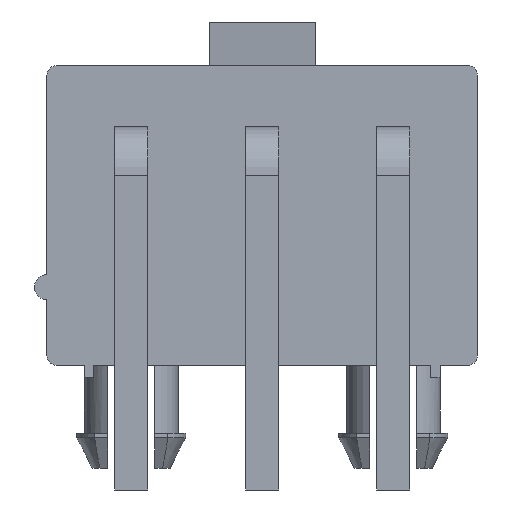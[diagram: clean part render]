
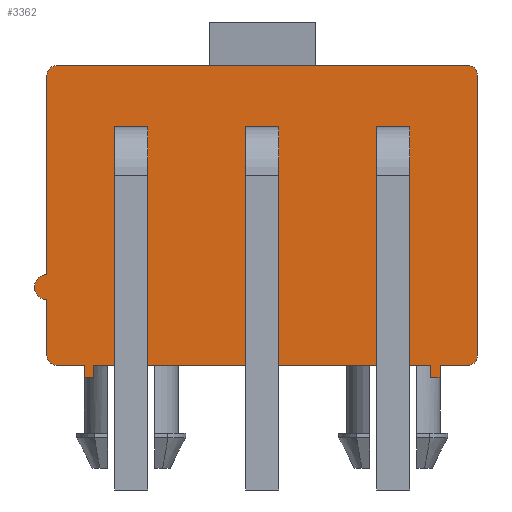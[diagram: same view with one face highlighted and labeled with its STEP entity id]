
A CAD part, front view. The second image highlights one B-rep face of the part: STEP entity #3362.
In plain terms, the highlighted planar face has unit normal (0, -1, 0).
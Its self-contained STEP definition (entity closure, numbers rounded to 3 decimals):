
#137=FACE_OUTER_BOUND('',#346,.T.);
#346=EDGE_LOOP('',(#2459,#2460,#2461,#2462,#2463,#2464,#2465,#2466,#2467,
#2468,#2469,#2470,#2471,#2472,#2473,#2474,#2475,#2476));
#503=CIRCLE('',#3538,0.3);
#504=CIRCLE('',#3541,0.3);
#531=CIRCLE('',#3619,0.3);
#532=CIRCLE('',#3620,0.4);
#533=CIRCLE('',#3621,0.3);
#604=LINE('',#4855,#1017);
#607=LINE('',#4863,#1020);
#612=LINE('',#4876,#1025);
#614=LINE('',#4879,#1027);
#620=LINE('',#4895,#1033);
#691=LINE('',#5101,#1104);
#694=LINE('',#5110,#1107);
#695=LINE('',#5114,#1108);
#696=LINE('',#5117,#1109);
#697=LINE('',#5119,#1110);
#698=LINE('',#5120,#1111);
#699=LINE('',#5122,#1112);
#700=LINE('',#5123,#1113);
#1017=VECTOR('',#3863,13.2);
#1020=VECTOR('',#3872,9.);
#1025=VECTOR('',#3883,0.9);
#1027=VECTOR('',#3885,0.9);
#1033=VECTOR('',#3895,10.8);
#1104=VECTOR('',#4110,0.4);
#1107=VECTOR('',#4119,6.4);
#1108=VECTOR('',#4122,1.8);
#1109=VECTOR('',#4125,0.4);
#1110=VECTOR('',#4126,0.3);
#1111=VECTOR('',#4127,0.4);
#1112=VECTOR('',#4128,0.3);
#1113=VECTOR('',#4129,0.4);
#1431=VERTEX_POINT('',#4852);
#1432=VERTEX_POINT('',#4854);
#1433=VERTEX_POINT('',#4858);
#1434=VERTEX_POINT('',#4862);
#1435=VERTEX_POINT('',#4866);
#1438=VERTEX_POINT('',#4873);
#1439=VERTEX_POINT('',#4875);
#1440=VERTEX_POINT('',#4878);
#1447=VERTEX_POINT('',#4892);
#1448=VERTEX_POINT('',#4894);
#1511=VERTEX_POINT('',#5099);
#1513=VERTEX_POINT('',#5107);
#1514=VERTEX_POINT('',#5109);
#1515=VERTEX_POINT('',#5111);
#1516=VERTEX_POINT('',#5113);
#1517=VERTEX_POINT('',#5116);
#1518=VERTEX_POINT('',#5118);
#1519=VERTEX_POINT('',#5121);
#1749=EDGE_CURVE('',#1432,#1431,#604,.T.);
#1751=EDGE_CURVE('',#1433,#1432,#503,.T.);
#1753=EDGE_CURVE('',#1434,#1433,#607,.T.);
#1755=EDGE_CURVE('',#1435,#1434,#504,.T.);
#1759=EDGE_CURVE('',#1439,#1438,#612,.T.);
#1761=EDGE_CURVE('',#1440,#1435,#614,.T.);
#1769=EDGE_CURVE('',#1448,#1447,#620,.T.);
#1872=EDGE_CURVE('',#1447,#1511,#691,.T.);
#1875=EDGE_CURVE('',#1431,#1513,#531,.T.);
#1876=EDGE_CURVE('',#1513,#1514,#694,.T.);
#1877=EDGE_CURVE('',#1514,#1515,#532,.T.);
#1878=EDGE_CURVE('',#1515,#1516,#695,.T.);
#1879=EDGE_CURVE('',#1516,#1439,#533,.T.);
#1880=EDGE_CURVE('',#1438,#1517,#696,.T.);
#1881=EDGE_CURVE('',#1517,#1518,#697,.T.);
#1882=EDGE_CURVE('',#1448,#1518,#698,.T.);
#1883=EDGE_CURVE('',#1511,#1519,#699,.T.);
#1884=EDGE_CURVE('',#1440,#1519,#700,.T.);
#2459=ORIENTED_EDGE('',*,*,#1875,.T.);
#2460=ORIENTED_EDGE('',*,*,#1876,.T.);
#2461=ORIENTED_EDGE('',*,*,#1877,.T.);
#2462=ORIENTED_EDGE('',*,*,#1878,.T.);
#2463=ORIENTED_EDGE('',*,*,#1879,.T.);
#2464=ORIENTED_EDGE('',*,*,#1759,.T.);
#2465=ORIENTED_EDGE('',*,*,#1880,.T.);
#2466=ORIENTED_EDGE('',*,*,#1881,.T.);
#2467=ORIENTED_EDGE('',*,*,#1882,.F.);
#2468=ORIENTED_EDGE('',*,*,#1769,.T.);
#2469=ORIENTED_EDGE('',*,*,#1872,.T.);
#2470=ORIENTED_EDGE('',*,*,#1883,.T.);
#2471=ORIENTED_EDGE('',*,*,#1884,.F.);
#2472=ORIENTED_EDGE('',*,*,#1761,.T.);
#2473=ORIENTED_EDGE('',*,*,#1755,.T.);
#2474=ORIENTED_EDGE('',*,*,#1753,.T.);
#2475=ORIENTED_EDGE('',*,*,#1751,.T.);
#2476=ORIENTED_EDGE('',*,*,#1749,.T.);
#3176=PLANE('',#3618);
#3362=ADVANCED_FACE('',(#137),#3176,.T.);
#3538=AXIS2_PLACEMENT_3D('',#4859,#3867,#3868);
#3541=AXIS2_PLACEMENT_3D('',#4867,#3876,#3877);
#3618=AXIS2_PLACEMENT_3D('',#5106,#4115,#4116);
#3619=AXIS2_PLACEMENT_3D('',#5108,#4117,#4118);
#3620=AXIS2_PLACEMENT_3D('',#5112,#4120,#4121);
#3621=AXIS2_PLACEMENT_3D('',#5115,#4123,#4124);
#3863=DIRECTION('',(-1.,0.,0.));
#3867=DIRECTION('center_axis',(0.,-1.,0.));
#3868=DIRECTION('ref_axis',(1.,0.,0.));
#3872=DIRECTION('',(0.,0.,1.));
#3876=DIRECTION('center_axis',(0.,-1.,0.));
#3877=DIRECTION('ref_axis',(0.,0.,-1.));
#3883=DIRECTION('',(1.,0.,0.));
#3885=DIRECTION('',(1.,0.,0.));
#3895=DIRECTION('',(1.,0.,0.));
#4110=DIRECTION('',(0.,0.,-1.));
#4115=DIRECTION('center_axis',(0.,-1.,0.));
#4116=DIRECTION('ref_axis',(1.,0.,0.));
#4117=DIRECTION('center_axis',(0.,-1.,0.));
#4118=DIRECTION('ref_axis',(0.,0.,
1.));
#4119=DIRECTION('',(0.,0.,-1.));
#4120=DIRECTION('center_axis',(0.,-1.,0.));
#4121=DIRECTION('ref_axis',(0.,0.,
1.));
#4122=DIRECTION('',(0.,0.,-1.));
#4123=DIRECTION('center_axis',(0.,-1.,0.));
#4124=DIRECTION('ref_axis',(-1.,0.,0.));
#4125=DIRECTION('',(0.,0.,-1.));
#4126=DIRECTION('',(1.,0.,0.));
#4127=DIRECTION('',(0.,0.,-1.));
#4128=DIRECTION('',(1.,0.,0.));
#4129=DIRECTION('',(0.,0.,-1.));
#4852=CARTESIAN_POINT('',(-6.565,3.815,10.));
#4854=CARTESIAN_POINT('',(6.635,3.815,10.));
#4855=CARTESIAN_POINT('',(6.635,3.815,10.));
#4858=CARTESIAN_POINT('',(6.935,3.815,9.7));
#4859=CARTESIAN_POINT('Origin',(6.635,3.815,9.7));
#4862=CARTESIAN_POINT('',(6.935,3.815,0.7));
#4863=CARTESIAN_POINT('',(6.935,3.815,0.7));
#4866=CARTESIAN_POINT('',(6.635,3.815,0.4));
#4867=CARTESIAN_POINT('Origin',(6.635,3.815,0.7));
#4873=CARTESIAN_POINT('',(-5.665,3.815,0.4));
#4875=CARTESIAN_POINT('',(-6.565,3.815,0.4));
#4876=CARTESIAN_POINT('',(-6.565,3.815,0.4));
#4878=CARTESIAN_POINT('',(5.735,3.815,0.4));
#4879=CARTESIAN_POINT('',(5.735,3.815,0.4));
#4892=CARTESIAN_POINT('',(5.435,3.815,0.4));
#4894=CARTESIAN_POINT('',(-5.365,3.815,0.4));
#4895=CARTESIAN_POINT('',(-5.365,3.815,0.4));
#5099=CARTESIAN_POINT('',(5.435,3.815,0.));
#5101=CARTESIAN_POINT('',(5.435,3.815,0.4));
#5106=CARTESIAN_POINT('Origin',(0.035,3.815,0.));
#5107=CARTESIAN_POINT('',(-6.865,3.815,9.7));
#5108=CARTESIAN_POINT('Origin',(-6.565,3.815,9.7));
#5109=CARTESIAN_POINT('',(-6.865,3.815,3.3));
#5110=CARTESIAN_POINT('',(-6.865,3.815,9.7));
#5111=CARTESIAN_POINT('',(-6.865,3.815,2.5));
#5112=CARTESIAN_POINT('Origin',(-6.865,3.815,2.9));
#5113=CARTESIAN_POINT('',(-6.865,3.815,0.7));
#5114=CARTESIAN_POINT('',(-6.865,3.815,2.5));
#5115=CARTESIAN_POINT('Origin',(-6.565,3.815,0.7));
#5116=CARTESIAN_POINT('',(-5.665,3.815,0.));
#5117=CARTESIAN_POINT('',(-5.665,3.815,0.4));
#5118=CARTESIAN_POINT('',(-5.365,3.815,0.));
#5119=CARTESIAN_POINT('',(-5.665,3.815,0.));
#5120=CARTESIAN_POINT('',(-5.365,3.815,0.4));
#5121=CARTESIAN_POINT('',(5.735,3.815,0.));
#5122=CARTESIAN_POINT('',(5.435,3.815,0.));
#5123=CARTESIAN_POINT('',(5.735,3.815,0.4));
